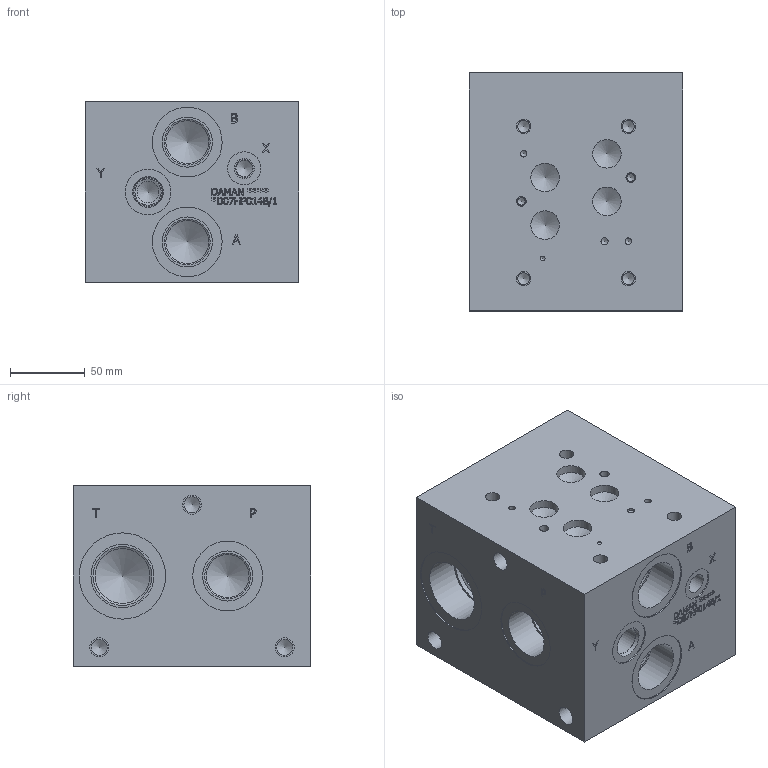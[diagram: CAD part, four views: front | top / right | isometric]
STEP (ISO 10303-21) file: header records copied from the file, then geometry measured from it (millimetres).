
FILE_DESCRIPTION(/* description */ (''),/* implementation_level */ '2;1');
FILE_NAME(/* name */ '_D07HP014B_1.stp',/* time_stamp */ '2021-07-20T12:49:04-04:00',/* author */ ('anthonyv'),/* organization */ (''),/* preprocessor_version */ 'ST-DEVELOPER v18.1',/* originating_system */ 'Autodesk Inventor 2021',/* authorisation */ '');
FILE_SCHEMA (('AUTOMOTIVE_DESIGN { 1 0 10303 214 3 1 1 }'));
Length unit declared in the file: millimetre
Products named in the file (1): _D07HP014B_1
Bounding box: 142.85 x 158.75 x 120.65 mm (x, y, z)
Volume: 2462889.7 mm3; surface area: 156573.2 mm2
Topology: 1 solids, 1 shells, 571 faces, 1557 edges, 1060 vertices
Faces by surface type: plane 374, bspline 94, cylinder 65, cone 38
Full cylindrical faces by diameter (mm): 3.175 x1, 4.343 x2, 4.775 x1, 5.105 x2, 6.35 x2, 7.925 x4, 9.525 x4, 10.719 x6, 11.125 x1, 11.684 x1, 12.7 x6, 13.259 x1, 14.275 x1, 17.501 x1, 19.05 x5, 19.253 x1, 22.123 x1, 28.575 x4, 30.632 x5, 33.401 x4, 36.525 x2, 39.294 x2, 42.062 x2, 46.558 x4, 57.658 x2
Entity records: 18870 total; most frequent: CARTESIAN_POINT 4383, ORIENTED_EDGE 3058, DIRECTION 2541, EDGE_CURVE 1529, LINE 1097, VECTOR 1097, VERTEX_POINT 1060, AXIS2_PLACEMENT_3D 722
